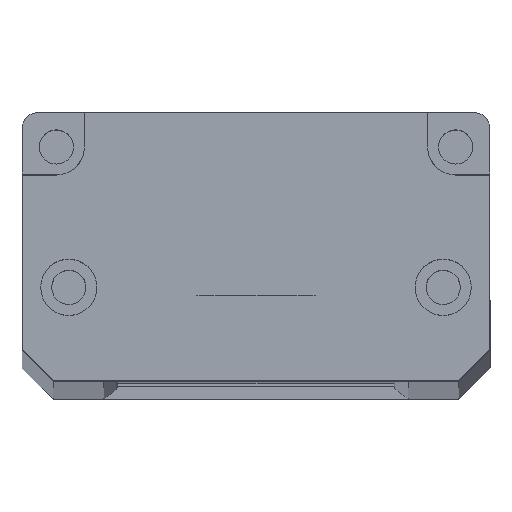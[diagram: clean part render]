
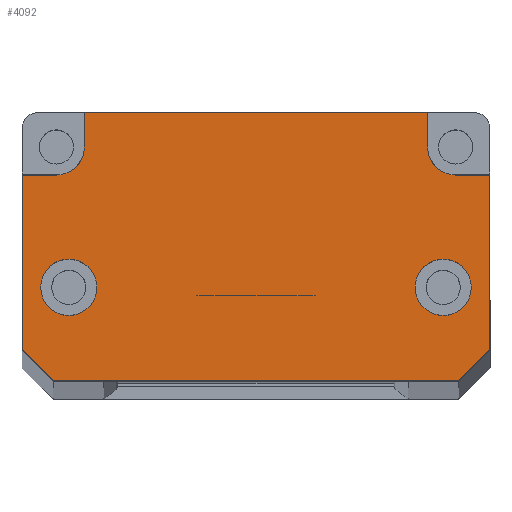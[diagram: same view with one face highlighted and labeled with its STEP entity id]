
A CAD part, top view. The second image highlights one B-rep face of the part: STEP entity #4092.
In plain terms, the highlighted face is planar.
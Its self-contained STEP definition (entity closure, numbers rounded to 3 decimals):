
#23 = CIRCLE ( 'NONE', #4000, 1.8 ) ;
#125 = CIRCLE ( 'NONE', #6048, 1.8 ) ;
#133 = LINE ( 'NONE', #5493, #7098 ) ;
#161 = VERTEX_POINT ( 'NONE', #3950 ) ;
#225 = DIRECTION ( 'NONE',  ( 0., 0., -1. ) ) ;
#326 = DIRECTION ( 'NONE',  ( -1., 0., 0. ) ) ;
#450 = DIRECTION ( 'NONE',  ( 0., 1., 0. ) ) ;
#469 = DIRECTION ( 'NONE',  ( 0., 0., 1. ) ) ;
#535 = ORIENTED_EDGE ( 'NONE', *, *, #5329, .F. ) ;
#559 = CIRCLE ( 'NONE', #5148, 1.8 ) ;
#709 = VERTEX_POINT ( 'NONE', #5791 ) ;
#711 = DIRECTION ( 'NONE',  ( 0., 0., 1. ) ) ;
#816 = ORIENTED_EDGE ( 'NONE', *, *, #5747, .F. ) ;
#859 = LINE ( 'NONE', #5833, #2691 ) ;
#1015 = VECTOR ( 'NONE', #8362, 1000. ) ;
#1126 = CARTESIAN_POINT ( 'NONE',  ( 0., 0., 11. ) ) ;
#1256 = EDGE_LOOP ( 'NONE', ( #5476, #3441, #816, #2976, #3393, #1267, #535, #1505, #3105, #8348, #8441, #7649 ) ) ;
#1267 = ORIENTED_EDGE ( 'NONE', *, *, #5397, .F. ) ;
#1284 = VERTEX_POINT ( 'NONE', #5598 ) ;
#1344 = VECTOR ( 'NONE', #711, 1000. ) ;
#1463 = FACE_BOUND ( 'NONE', #1488, .T. ) ;
#1488 = EDGE_LOOP ( 'NONE', ( #3370, #6275 ) ) ;
#1505 = ORIENTED_EDGE ( 'NONE', *, *, #4901, .F. ) ;
#1527 = EDGE_CURVE ( 'NONE', #3087, #6274, #6412, .T. ) ;
#1573 = CARTESIAN_POINT ( 'NONE',  ( 0., -2.2, -11. ) ) ;
#1979 = AXIS2_PLACEMENT_3D ( 'NONE', #2497, #7144, #3163 ) ;
#2069 = DIRECTION ( 'NONE',  ( -1., 0., 0. ) ) ;
#2160 = VERTEX_POINT ( 'NONE', #4741 ) ;
#2404 = CARTESIAN_POINT ( 'NONE',  ( 0., -15.2, 15. ) ) ;
#2497 = CARTESIAN_POINT ( 'NONE',  ( 0., -2.2, 12.8 ) ) ;
#2518 = LINE ( 'NONE', #8288, #5832 ) ;
#2541 = CIRCLE ( 'NONE', #8551, 1.8 ) ;
#2550 = VERTEX_POINT ( 'NONE', #5740 ) ;
#2691 = VECTOR ( 'NONE', #450, 1000. ) ;
#2734 = LINE ( 'NONE', #8250, #6256 ) ;
#2838 = LINE ( 'NONE', #4403, #1015 ) ;
#2962 = CARTESIAN_POINT ( 'NONE',  ( 0., -1., -14. ) ) ;
#2972 = CARTESIAN_POINT ( 'NONE',  ( 0., -11.2, 13.8 ) ) ;
#2976 = ORIENTED_EDGE ( 'NONE', *, *, #5714, .F. ) ;
#3087 = VERTEX_POINT ( 'NONE', #6896 ) ;
#3088 = CARTESIAN_POINT ( 'NONE',  ( 0., -11.2, -12. ) ) ;
#3105 = ORIENTED_EDGE ( 'NONE', *, *, #4996, .F. ) ;
#3156 = LINE ( 'NONE', #4769, #1344 ) ;
#3163 = DIRECTION ( 'NONE',  ( 0., 0., -1. ) ) ;
#3291 = CARTESIAN_POINT ( 'NONE',  ( 0., -2.2, 11. ) ) ;
#3312 = CARTESIAN_POINT ( 'NONE',  ( 0., -17.2, 13. ) ) ;
#3370 = ORIENTED_EDGE ( 'NONE', *, *, #6186, .F. ) ;
#3393 = ORIENTED_EDGE ( 'NONE', *, *, #5540, .F. ) ;
#3441 = ORIENTED_EDGE ( 'NONE', *, *, #5821, .F. ) ;
#3513 = EDGE_CURVE ( 'NONE', #709, #7137, #2541, .T. ) ;
#3534 = DIRECTION ( 'NONE',  ( 0., 0.707, -0.707 ) ) ;
#3557 = LINE ( 'NONE', #7543, #5306 ) ;
#3608 = DIRECTION ( 'NONE',  ( -1., 0., 0. ) ) ;
#3737 = VERTEX_POINT ( 'NONE', #3291 ) ;
#3758 = DIRECTION ( 'NONE',  ( 0., 0., 1. ) ) ;
#3950 = CARTESIAN_POINT ( 'NONE',  ( 0., -4., 15. ) ) ;
#4000 = AXIS2_PLACEMENT_3D ( 'NONE', #6045, #2069, #6723 ) ;
#4092 = ADVANCED_FACE ( 'NONE', ( #5020, #1463, #8523 ), #6266, .F. ) ;
#4301 = DIRECTION ( 'NONE',  ( 0., -1., 0. ) ) ;
#4306 = DIRECTION ( 'NONE',  ( 1., 0., 0. ) ) ;
#4403 = CARTESIAN_POINT ( 'NONE',  ( 0., -4., 12.8 ) ) ;
#4409 = CARTESIAN_POINT ( 'NONE',  ( 0., -11.2, 12. ) ) ;
#4466 = EDGE_CURVE ( 'NONE', #6207, #5031, #3156, .T. ) ;
#4592 = DIRECTION ( 'NONE',  ( 0., 0., -1. ) ) ;
#4610 = LINE ( 'NONE', #3312, #6566 ) ;
#4671 = EDGE_LOOP ( 'NONE', ( #5027, #4916 ) ) ;
#4702 = LINE ( 'NONE', #7193, #8017 ) ;
#4704 = VERTEX_POINT ( 'NONE', #1573 ) ;
#4735 = CARTESIAN_POINT ( 'NONE',  ( 0., -4., 12.8 ) ) ;
#4741 = CARTESIAN_POINT ( 'NONE',  ( 0., -15.2, 15. ) ) ;
#4769 = CARTESIAN_POINT ( 'NONE',  ( 0., 0., 0. ) ) ;
#4901 = EDGE_CURVE ( 'NONE', #7473, #161, #2838, .T. ) ;
#4916 = ORIENTED_EDGE ( 'NONE', *, *, #1527, .F. ) ;
#4991 = DIRECTION ( 'NONE',  ( 0., -1., 0. ) ) ;
#4996 = EDGE_CURVE ( 'NONE', #3737, #7473, #7727, .T. ) ;
#5020 = FACE_BOUND ( 'NONE', #4671, .T. ) ;
#5027 = ORIENTED_EDGE ( 'NONE', *, *, #6325, .F. ) ;
#5031 = VERTEX_POINT ( 'NONE', #1126 ) ;
#5051 = DIRECTION ( 'NONE',  ( 0., 0., 1. ) ) ;
#5134 = VERTEX_POINT ( 'NONE', #5906 ) ;
#5148 = AXIS2_PLACEMENT_3D ( 'NONE', #7596, #3608, #8230 ) ;
#5296 = EDGE_CURVE ( 'NONE', #5031, #3737, #2734, .T. ) ;
#5306 = VECTOR ( 'NONE', #5548, 1000. ) ;
#5329 = EDGE_CURVE ( 'NONE', #161, #2160, #2518, .T. ) ;
#5397 = EDGE_CURVE ( 'NONE', #2160, #1284, #7204, .T. ) ;
#5417 = VECTOR ( 'NONE', #5735, 1000. ) ;
#5476 = ORIENTED_EDGE ( 'NONE', *, *, #5991, .F. ) ;
#5493 = CARTESIAN_POINT ( 'NONE',  ( 0., -17.2, -13. ) ) ;
#5540 = EDGE_CURVE ( 'NONE', #1284, #5134, #4610, .T. ) ;
#5548 = DIRECTION ( 'NONE',  ( 0., 1., 0. ) ) ;
#5598 = CARTESIAN_POINT ( 'NONE',  ( 0., -17.2, 13. ) ) ;
#5714 = EDGE_CURVE ( 'NONE', #5134, #2550, #133, .T. ) ;
#5735 = DIRECTION ( 'NONE',  ( 0., -0.707, -0.707 ) ) ;
#5740 = CARTESIAN_POINT ( 'NONE',  ( 0., -15.2, -15. ) ) ;
#5747 = EDGE_CURVE ( 'NONE', #2550, #6100, #3557, .T. ) ;
#5791 = CARTESIAN_POINT ( 'NONE',  ( 0., -11.2, 10.2 ) ) ;
#5821 = EDGE_CURVE ( 'NONE', #6100, #6421, #4702, .T. ) ;
#5832 = VECTOR ( 'NONE', #4991, 1000. ) ;
#5833 = CARTESIAN_POINT ( 'NONE',  ( 0., -2.2, -11. ) ) ;
#5900 = CARTESIAN_POINT ( 'NONE',  ( 0., -11.2, -12. ) ) ;
#5906 = CARTESIAN_POINT ( 'NONE',  ( 0., -17.2, -13. ) ) ;
#5991 = EDGE_CURVE ( 'NONE', #6421, #4704, #23, .T. ) ;
#6045 = CARTESIAN_POINT ( 'NONE',  ( 0., -2.2, -12.8 ) ) ;
#6048 = AXIS2_PLACEMENT_3D ( 'NONE', #3088, #7730, #3758 ) ;
#6100 = VERTEX_POINT ( 'NONE', #8125 ) ;
#6186 = EDGE_CURVE ( 'NONE', #7137, #709, #559, .T. ) ;
#6207 = VERTEX_POINT ( 'NONE', #6956 ) ;
#6256 = VECTOR ( 'NONE', #4301, 1000. ) ;
#6266 = PLANE ( 'NONE',  #8653 ) ;
#6274 = VERTEX_POINT ( 'NONE', #7013 ) ;
#6275 = ORIENTED_EDGE ( 'NONE', *, *, #3513, .F. ) ;
#6325 = EDGE_CURVE ( 'NONE', #6274, #3087, #125, .T. ) ;
#6412 = CIRCLE ( 'NONE', #7091, 1.8 ) ;
#6421 = VERTEX_POINT ( 'NONE', #7153 ) ;
#6566 = VECTOR ( 'NONE', #4592, 1000. ) ;
#6723 = DIRECTION ( 'NONE',  ( 0., 0., 1. ) ) ;
#6848 = DIRECTION ( 'NONE',  ( -1., 0., 0. ) ) ;
#6896 = CARTESIAN_POINT ( 'NONE',  ( 0., -11.2, -13.8 ) ) ;
#6956 = CARTESIAN_POINT ( 'NONE',  ( 0., 0., -11. ) ) ;
#7013 = CARTESIAN_POINT ( 'NONE',  ( 0., -11.2, -10.2 ) ) ;
#7091 = AXIS2_PLACEMENT_3D ( 'NONE', #5900, #6848, #8117 ) ;
#7098 = VECTOR ( 'NONE', #3534, 1000. ) ;
#7137 = VERTEX_POINT ( 'NONE', #2972 ) ;
#7144 = DIRECTION ( 'NONE',  ( -1., 0., 0. ) ) ;
#7153 = CARTESIAN_POINT ( 'NONE',  ( 0., -4., -12.8 ) ) ;
#7193 = CARTESIAN_POINT ( 'NONE',  ( 0., -4., -12.8 ) ) ;
#7204 = LINE ( 'NONE', #2404, #5417 ) ;
#7473 = VERTEX_POINT ( 'NONE', #4735 ) ;
#7543 = CARTESIAN_POINT ( 'NONE',  ( 0., -15.2, -15. ) ) ;
#7596 = CARTESIAN_POINT ( 'NONE',  ( 0., -11.2, 12. ) ) ;
#7649 = ORIENTED_EDGE ( 'NONE', *, *, #8259, .F. ) ;
#7727 = CIRCLE ( 'NONE', #1979, 1.8 ) ;
#7730 = DIRECTION ( 'NONE',  ( -1., 0., 0. ) ) ;
#8017 = VECTOR ( 'NONE', #469, 1000. ) ;
#8117 = DIRECTION ( 'NONE',  ( 0., 0., 1. ) ) ;
#8125 = CARTESIAN_POINT ( 'NONE',  ( 0., -4., -15. ) ) ;
#8230 = DIRECTION ( 'NONE',  ( 0., 0., 1. ) ) ;
#8250 = CARTESIAN_POINT ( 'NONE',  ( 0., -2.2, 11. ) ) ;
#8259 = EDGE_CURVE ( 'NONE', #4704, #6207, #859, .T. ) ;
#8288 = CARTESIAN_POINT ( 'NONE',  ( 0., -1., 15. ) ) ;
#8348 = ORIENTED_EDGE ( 'NONE', *, *, #5296, .F. ) ;
#8362 = DIRECTION ( 'NONE',  ( 0., 0., 1. ) ) ;
#8441 = ORIENTED_EDGE ( 'NONE', *, *, #4466, .F. ) ;
#8523 = FACE_OUTER_BOUND ( 'NONE', #1256, .T. ) ;
#8551 = AXIS2_PLACEMENT_3D ( 'NONE', #4409, #326, #5051 ) ;
#8653 = AXIS2_PLACEMENT_3D ( 'NONE', #2962, #4306, #225 ) ;
